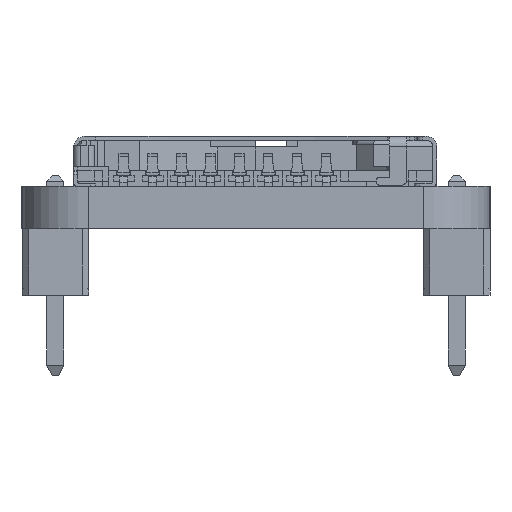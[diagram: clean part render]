
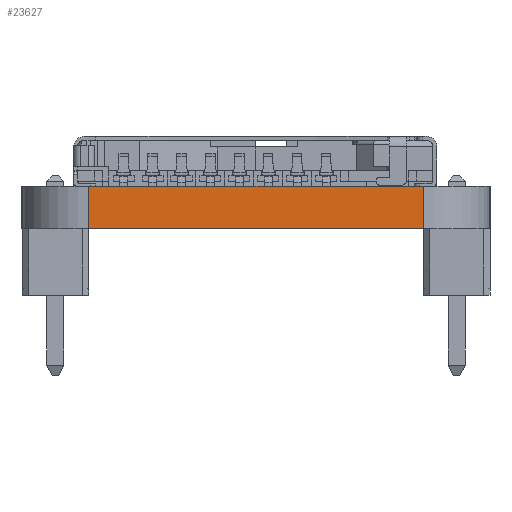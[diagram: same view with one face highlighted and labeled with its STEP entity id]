
A CAD part, front view. The second image highlights one B-rep face of the part: STEP entity #23627.
In plain terms, the highlighted planar face has unit normal (0, -1, 0).
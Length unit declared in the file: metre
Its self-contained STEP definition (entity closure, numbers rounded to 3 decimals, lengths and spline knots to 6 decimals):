
#656=PLANE('',#26502);
#2381=LINE('',#36807,#5251);
#2395=LINE('',#36916,#5265);
#2422=LINE('',#36999,#5292);
#2423=LINE('',#37001,#5293);
#5251=VECTOR('',#30215,1.);
#5265=VECTOR('',#30311,1.);
#5292=VECTOR('',#30408,1.);
#5293=VECTOR('',#30411,1.);
#10050=ORIENTED_EDGE('',*,*,#15384,.T.);
#10051=ORIENTED_EDGE('',*,*,#15427,.F.);
#10052=ORIENTED_EDGE('',*,*,#15330,.F.);
#10053=ORIENTED_EDGE('',*,*,#15426,.T.);
#15330=EDGE_CURVE('',#18256,#18257,#2381,.T.);
#15384=EDGE_CURVE('',#18311,#18310,#2395,.T.);
#15426=EDGE_CURVE('',#18256,#18311,#2422,.T.);
#15427=EDGE_CURVE('',#18257,#18310,#2423,.T.);
#18256=VERTEX_POINT('',#36806);
#18257=VERTEX_POINT('',#36808);
#18310=VERTEX_POINT('',#36915);
#18311=VERTEX_POINT('',#36917);
#20661=EDGE_LOOP('',(#10050,#10051,#10052,#10053));
#22034=FACE_BOUND('',#20661,.T.);
#23627=ADVANCED_FACE('',(#22034),#656,.F.);
#26502=AXIS2_PLACEMENT_3D('',#37000,#30409,#30410);
#30215=DIRECTION('',(1.,0.,0.));
#30311=DIRECTION('',(1.,0.,0.));
#30408=DIRECTION('',(0.,0.,-1.));
#30409=DIRECTION('',(0.,1.,0.));
#30410=DIRECTION('',(0.,0.,1.));
#30411=DIRECTION('',(0.,0.,-1.));
#36806=CARTESIAN_POINT('',(0.00254,0.,0.0016));
#36807=CARTESIAN_POINT('',(0.00889,0.,0.0016));
#36808=CARTESIAN_POINT('',(0.01524,0.,0.0016));
#36915=CARTESIAN_POINT('',(0.01524,0.,0.));
#36916=CARTESIAN_POINT('',(0.00889,0.,0.));
#36917=CARTESIAN_POINT('',(0.00254,0.,0.));
#36999=CARTESIAN_POINT('',(0.00254,0.,0.0016));
#37000=CARTESIAN_POINT('',(0.00889,0.,0.0016));
#37001=CARTESIAN_POINT('',(0.01524,0.,0.0016));
